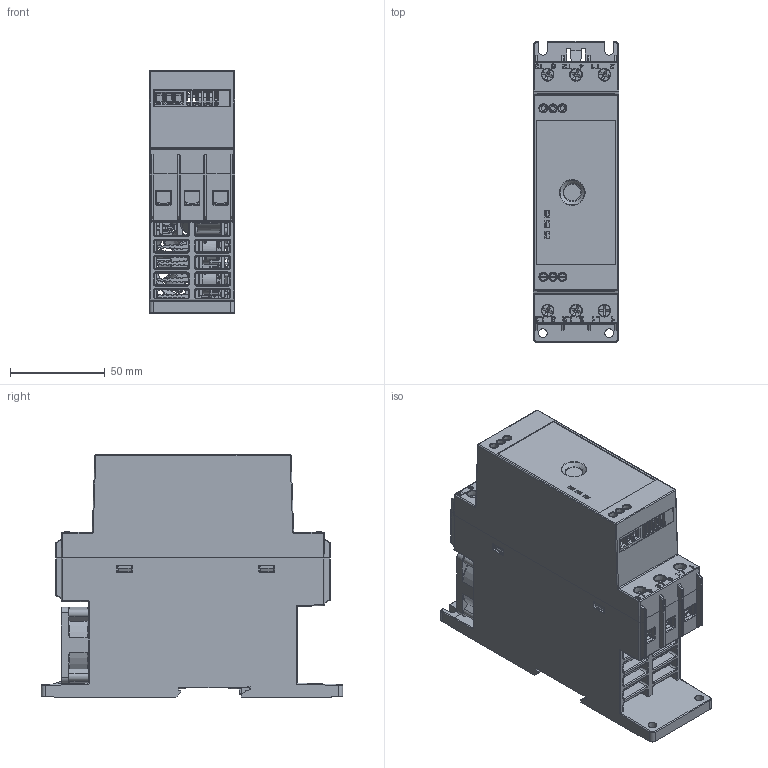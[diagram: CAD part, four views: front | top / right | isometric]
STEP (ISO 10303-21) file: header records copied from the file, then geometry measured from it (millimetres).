
FILE_DESCRIPTION(/* description */ (''),/* implementation_level */ '2;1');
FILE_NAME(/* name */ 'FILE_STP_CAD_DRAWING_3D_ADXNF_38-45A_prt.stp',/* time_stamp */ '2021-10-22T11:35:10+02:00',/* author */ (''),/* organization */ (''),/* preprocessor_version */ 'ST-DEVELOPER v16.7',/* originating_system */ 'SIEMENS PLM Software NX 12.0',/* authorisation */ '');
FILE_SCHEMA (('AUTOMOTIVE_DESIGN { 1 0 10303 214 3 1 1 1 }'));
Products named in the file (1): 3D_ADXNF_38-45A
Bounding box: 45 x 159 x 128 mm (x, y, z)
Surface area: 170912.9 mm2 (no closed solid volume)
Topology: 0 solids, 184 shells, 2424 faces, 9354 edges, 6911 vertices
Faces by surface type: plane 1133, cylinder 743, bspline 219, torus 148, cone 107, sphere 54, extrusion 20
Full cylindrical faces by diameter (mm): 0.8 x1, 1.5 x7, 1.6 x2, 2 x1, 2.4 x3, 3 x5, 4 x2, 6 x1, 13 x2, 14.5 x1, 15 x4, 15.5 x1, 22.933 x1, 23.2 x2, 23.333 x1, 38.333 x1
Entity records: 115165 total; most frequent: CARTESIAN_POINT 38593, DIRECTION 15298, ORIENTED_EDGE 13947, EDGE_CURVE 9137, VERTEX_POINT 6835, VECTOR 5420, LINE 5400, AXIS2_PLACEMENT_3D 4939
